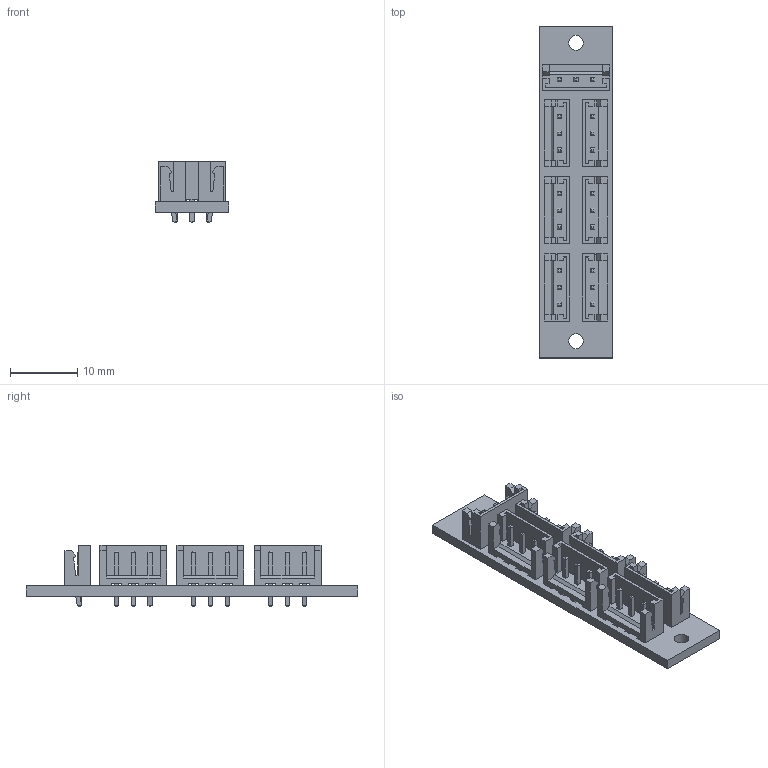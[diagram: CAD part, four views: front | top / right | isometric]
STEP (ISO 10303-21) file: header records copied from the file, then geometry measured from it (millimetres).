
FILE_DESCRIPTION(('KiCad electronic assembly'),'2;1');
FILE_NAME('JST Adapter Board.step','2025-06-11T12:34:44',('Pcbnew'),( 'Kicad'),'Open CASCADE STEP processor 7.8','KiCad to STEP converter' ,'Unknown');
FILE_SCHEMA(('AUTOMOTIVE_DESIGN { 1 0 10303 214 1 1 1 1 }'));
Length unit declared in the file: millimetre
Products named in the file (3): JST Adapter Board 1; JST_EH_B3B-EH-A_1x03_P2.50mm_Vertical; JST Adapter Board_PCB
Assembly tree (8 placements, depth 2):
  JST Adapter Board 1
    JST_EH_B3B-EH-A_1x03_P2.50mm_Vertical  x7
    JST Adapter Board_PCB
Bounding box: 11 x 49.5 x 9.2 mm (x, y, z)
Volume: 1467.4 mm3; surface area: 3701.3 mm2
Topology: 8 solids, 8 shells, 757 faces, 1985 edges, 1286 vertices
Faces by surface type: plane 734, cylinder 23
Full cylindrical faces by diameter (mm): 0.95 x21, 2.2 x2
Entity records: 4989 total; most frequent: CARTESIAN_POINT 725, ORIENTED_EDGE 706, DIRECTION 683, EDGE_CURVE 353, LINE 307, VECTOR 307, VERTEX_POINT 230, AXIS2_PLACEMENT_3D 188
